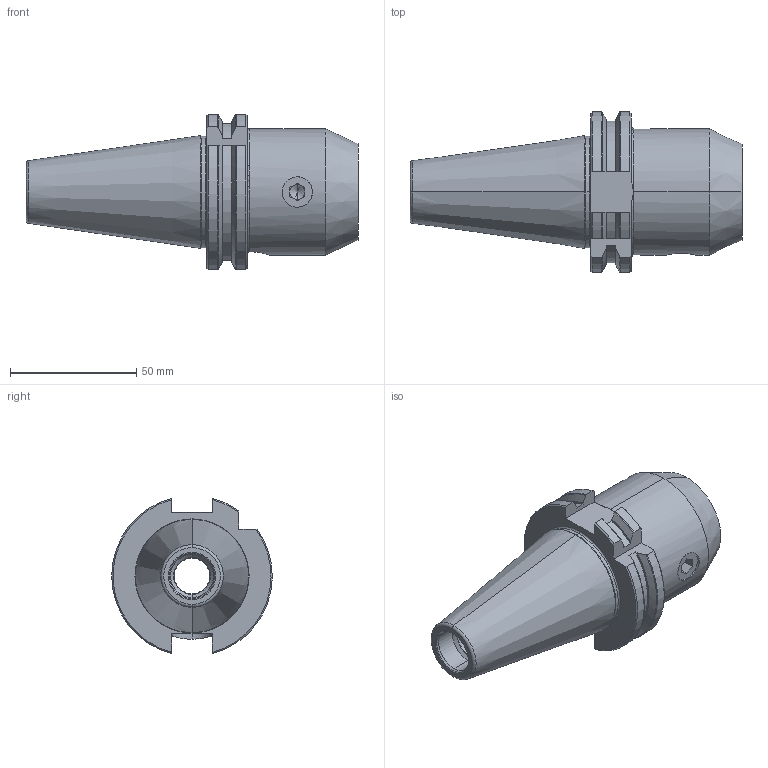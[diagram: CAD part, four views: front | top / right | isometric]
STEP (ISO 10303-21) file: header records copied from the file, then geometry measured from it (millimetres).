
FILE_DESCRIPTION (( 'STEP AP203' ), '1' );
FILE_NAME ('S.S40.0218.63.STEP', '2018-07-14T03:46:04', ( '' ), ( '' ), 'SwSTEP 2.0', 'SolidWorks 2013', '' );
FILE_SCHEMA (( 'CONFIG_CONTROL_DESIGN' ));
Length unit declared in the file: millimetre
Products named in the file (1): S.S40.0218.63
Bounding box: 131.4 x 63.54 x 61.48 mm (x, y, z)
Volume: 167820.9 mm3; surface area: 30448.3 mm2
Topology: 2 solids, 2 shells, 115 faces, 290 edges, 181 vertices
Faces by surface type: plane 38, cylinder 29, cone 28, torus 20
Entity records: 3779 total; most frequent: CARTESIAN_POINT 941, DIRECTION 594, ORIENTED_EDGE 572, EDGE_CURVE 286, AXIS2_PLACEMENT_3D 238, VERTEX_POINT 181, EDGE_LOOP 125, CIRCLE 122
